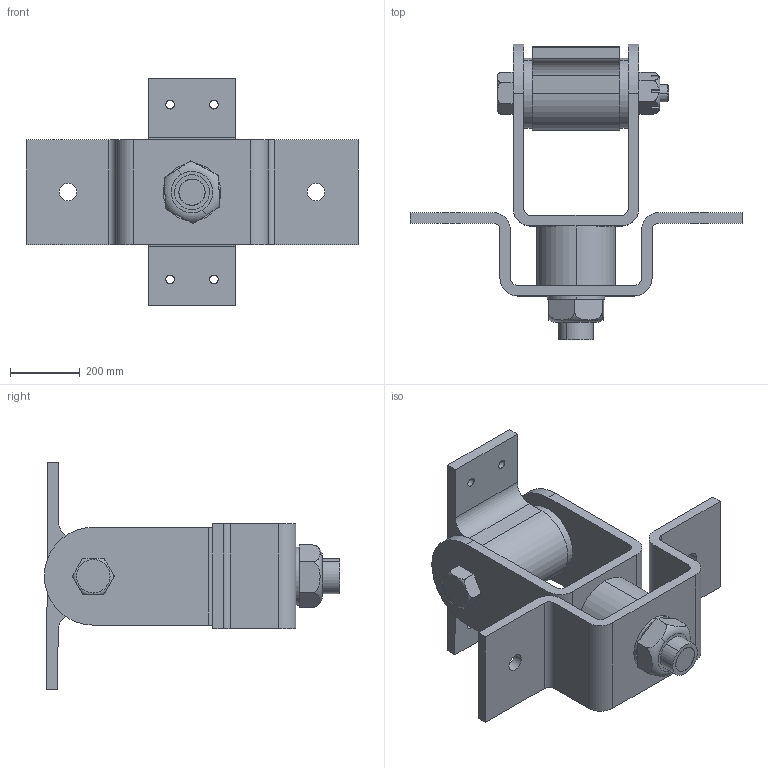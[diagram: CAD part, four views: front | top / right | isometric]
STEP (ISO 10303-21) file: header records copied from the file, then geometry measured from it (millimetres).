
FILE_DESCRIPTION (( 'STEP AP214' ), '1' );
FILE_NAME ('shock-assembly.STEP', '2025-07-13T18:36:03', ( '' ), ( '' ), 'SwSTEP 2.0', 'SolidWorks 2025', '' );
FILE_SCHEMA (( 'AUTOMOTIVE_DESIGN' ));
Length unit declared in the file: millimetre
Products named in the file (9): u-support; castel-nut; bushing; hexagonal-bolt; pivot; washer; self-lock-nut; bracket; shock-assembly
Assembly tree (9 placements, depth 2):
  shock-assembly
    bracket
    u-support
    pivot
    bushing  x2
    hexagonal-bolt
    self-lock-nut
    washer
    castel-nut
Bounding box: 950 x 845 x 650.14 mm (x, y, z)
Volume: 42889709 mm3; surface area: 3179455.3 mm2
Topology: 9 solids, 9 shells, 170 faces, 436 edges, 290 vertices
Faces by surface type: plane 91, cylinder 67, torus 10, cone 2
Entity records: 6460 total; most frequent: CARTESIAN_POINT 2093, DIRECTION 874, ORIENTED_EDGE 836, EDGE_CURVE 418, AXIS2_PLACEMENT_3D 323, VERTEX_POINT 278, VECTOR 228, LINE 228
